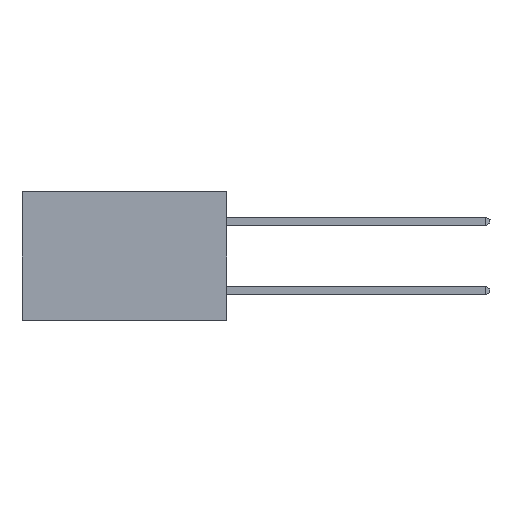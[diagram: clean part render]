
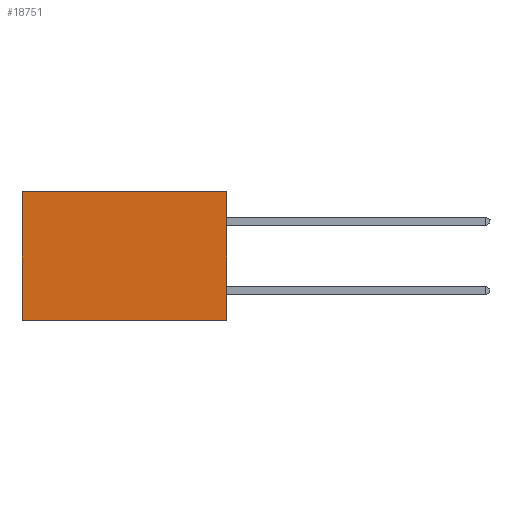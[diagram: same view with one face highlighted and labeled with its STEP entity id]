
A CAD part, left-side view. The second image highlights one B-rep face of the part: STEP entity #18751.
In plain terms, the highlighted planar face has unit normal (-1, 0, 0).
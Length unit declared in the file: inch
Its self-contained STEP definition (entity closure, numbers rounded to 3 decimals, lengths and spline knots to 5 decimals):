
#69 = CARTESIAN_POINT ( 'NONE',  ( 0.277, 0., -0.37 ) ) ;
#539 = CARTESIAN_POINT ( 'NONE',  ( 0.277, 0., 0. ) ) ;
#2008 = DIRECTION ( 'NONE',  ( 0., 1., 0. ) ) ;
#3418 = CARTESIAN_POINT ( 'NONE',  ( 0.277, 0., -0.37 ) ) ;
#3449 = DIRECTION ( 'NONE',  ( 0., 1., 0. ) ) ;
#3966 = ORIENTED_EDGE ( 'NONE', *, *, #23113, .F. ) ;
#4874 = LINE ( 'NONE', #7961, #21166 ) ;
#4986 = CARTESIAN_POINT ( 'NONE',  ( 0.277, 0., -0.37 ) ) ;
#5254 = EDGE_CURVE ( 'NONE', #26151, #12917, #26733, .T. ) ;
#6649 = VERTEX_POINT ( 'NONE', #10444 ) ;
#7476 = AXIS2_PLACEMENT_3D ( 'NONE', #3418, #25518, #12502 ) ;
#7753 = PLANE ( 'NONE',  #7476 ) ;
#7918 = ORIENTED_EDGE ( 'NONE', *, *, #25747, .T. ) ;
#7961 = CARTESIAN_POINT ( 'NONE',  ( 0.277, 0., -0.37 ) ) ;
#10444 = CARTESIAN_POINT ( 'NONE',  ( 0.277, 0.59, -0.37 ) ) ;
#10563 = EDGE_CURVE ( 'NONE', #26151, #17280, #21801, .T. ) ;
#10753 = EDGE_LOOP ( 'NONE', ( #7918, #3966, #13372, #18015 ) ) ;
#10889 = VECTOR ( 'NONE', #13749, 39.37008 ) ;
#11444 = VECTOR ( 'NONE', #27496, 39.37008 ) ;
#12300 = CARTESIAN_POINT ( 'NONE',  ( 0.277, 0.59, -0.37 ) ) ;
#12502 = DIRECTION ( 'NONE',  ( 0., 0., -1. ) ) ;
#12799 = LINE ( 'NONE', #12300, #11444 ) ;
#12917 = VERTEX_POINT ( 'NONE', #16855 ) ;
#13372 = ORIENTED_EDGE ( 'NONE', *, *, #10563, .F. ) ;
#13749 = DIRECTION ( 'NONE',  ( 0., 0., -1. ) ) ;
#16855 = CARTESIAN_POINT ( 'NONE',  ( 0.277, 0.59, 0. ) ) ;
#17280 = VERTEX_POINT ( 'NONE', #4986 ) ;
#18015 = ORIENTED_EDGE ( 'NONE', *, *, #5254, .T. ) ;
#18089 = CARTESIAN_POINT ( 'NONE',  ( 0.277, 0., 0. ) ) ;
#18751 = ADVANCED_FACE ( 'NONE', ( #27518 ), #7753, .F. ) ;
#21166 = VECTOR ( 'NONE', #3449, 39.37008 ) ;
#21658 = VECTOR ( 'NONE', #2008, 39.37008 ) ;
#21801 = LINE ( 'NONE', #69, #10889 ) ;
#23113 = EDGE_CURVE ( 'NONE', #17280, #6649, #4874, .T. ) ;
#25518 = DIRECTION ( 'NONE',  ( 1., 0., 0. ) ) ;
#25747 = EDGE_CURVE ( 'NONE', #12917, #6649, #12799, .T. ) ;
#26151 = VERTEX_POINT ( 'NONE', #18089 ) ;
#26733 = LINE ( 'NONE', #539, #21658 ) ;
#27496 = DIRECTION ( 'NONE',  ( 0., 0., -1. ) ) ;
#27518 = FACE_OUTER_BOUND ( 'NONE', #10753, .T. ) ;
